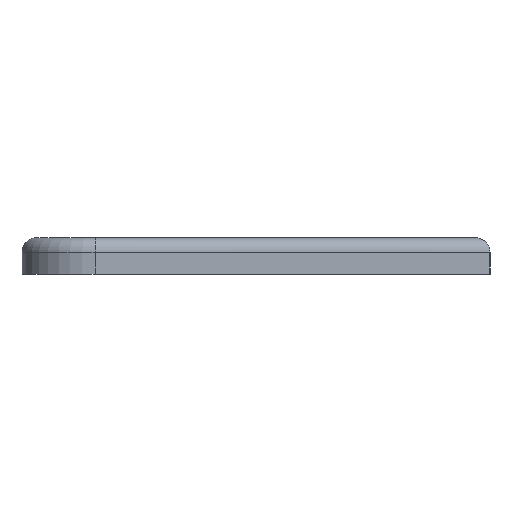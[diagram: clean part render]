
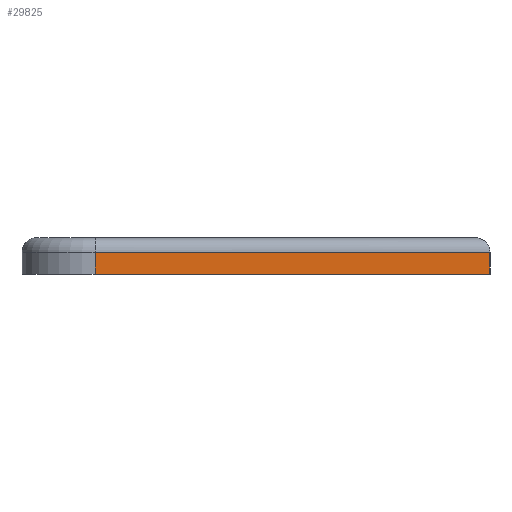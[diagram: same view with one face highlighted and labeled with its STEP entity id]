
A CAD part, left-side view. The second image highlights one B-rep face of the part: STEP entity #29825.
In plain terms, the highlighted planar face has unit normal (-1, 0, 0).
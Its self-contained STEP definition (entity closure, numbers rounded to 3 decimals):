
#3698=LINE('',#51069,#7368);
#3705=LINE('',#51097,#7375);
#3707=LINE('',#51101,#7377);
#3708=LINE('',#51102,#7378);
#7368=VECTOR('',#36955,10.);
#7375=VECTOR('',#36990,10.);
#7377=VECTOR('',#36994,10.);
#7378=VECTOR('',#36995,10.);
#9807=FACE_OUTER_BOUND('',#11293,.T.);
#11293=EDGE_LOOP('',(#27096,#27097,#27098,#27099));
#14198=VERTEX_POINT('',#51066);
#14199=VERTEX_POINT('',#51068);
#14206=VERTEX_POINT('',#51096);
#14207=VERTEX_POINT('',#51100);
#18512=EDGE_CURVE('',#14198,#14199,#3698,.T.);
#18526=EDGE_CURVE('',#14199,#14206,#3705,.T.);
#18528=EDGE_CURVE('',#14207,#14198,#3707,.T.);
#18529=EDGE_CURVE('',#14206,#14207,#3708,.T.);
#27096=ORIENTED_EDGE('',*,*,#18512,.F.);
#27097=ORIENTED_EDGE('',*,*,#18528,.F.);
#27098=ORIENTED_EDGE('',*,*,#18529,.F.);
#27099=ORIENTED_EDGE('',*,*,#18526,.F.);
#28365=PLANE('',#31009);
#29825=ADVANCED_FACE('',(#9807),#28365,.T.);
#31009=AXIS2_PLACEMENT_3D('',#51099,#36992,#36993);
#36955=DIRECTION('',(0.,-1.,0.));
#36990=DIRECTION('',(0.,0.,-1.));
#36992=DIRECTION('center_axis',(-1.,0.,0.));
#36993=DIRECTION('ref_axis',(0.,1.,0.));
#36994=DIRECTION('',(0.,0.,1.));
#36995=DIRECTION('',(0.,1.,0.));
#51066=CARTESIAN_POINT('',(-68.723,28.008,18.85));
#51068=CARTESIAN_POINT('',(-68.723,1.008,18.85));
#51069=CARTESIAN_POINT('',(-68.723,9.008,18.85));
#51096=CARTESIAN_POINT('',(-68.723,1.008,17.35));
#51097=CARTESIAN_POINT('',(-68.723,1.008,19.85));
#51099=CARTESIAN_POINT('Origin',(-68.723,1.008,19.85));
#51100=CARTESIAN_POINT('',(-68.723,28.008,17.35));
#51101=CARTESIAN_POINT('',(-68.723,28.008,19.85));
#51102=CARTESIAN_POINT('',(-68.723,1.008,17.35));
